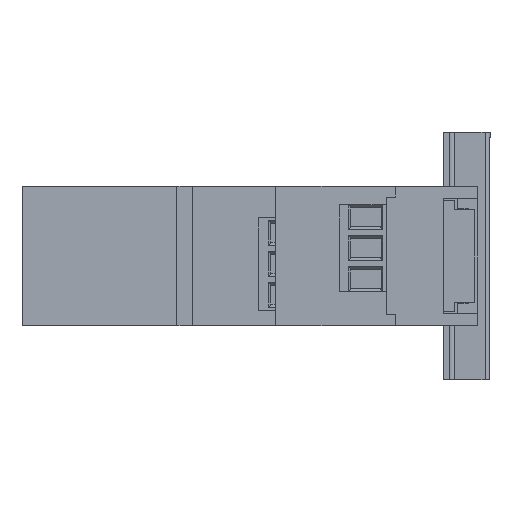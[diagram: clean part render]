
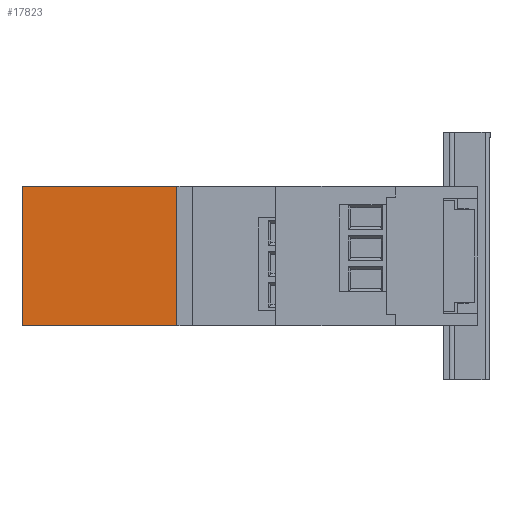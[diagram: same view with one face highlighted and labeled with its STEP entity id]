
A CAD part, left-side view. The second image highlights one B-rep face of the part: STEP entity #17823.
In plain terms, the highlighted face is planar.
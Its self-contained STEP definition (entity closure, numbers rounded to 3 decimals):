
#44 = VECTOR ( 'NONE', #5438, 1000. ) ;
#1361 = CARTESIAN_POINT ( 'NONE',  ( 11.25, -22.5, 35.3 ) ) ;
#1796 = DIRECTION ( 'NONE',  ( 0., 0., -1. ) ) ;
#1839 = CARTESIAN_POINT ( 'NONE',  ( -11.25, -22.5, 60.3 ) ) ;
#2130 = EDGE_CURVE ( 'NONE', #5507, #13663, #20836, .T. ) ;
#2136 = CARTESIAN_POINT ( 'NONE',  ( 11.25, -22.5, 60.3 ) ) ;
#2881 = CARTESIAN_POINT ( 'NONE',  ( -11.25, -22.5, 60.3 ) ) ;
#3224 = LINE ( 'NONE', #15077, #17812 ) ;
#3675 = CARTESIAN_POINT ( 'NONE',  ( -11.25, -22.5, 60.3 ) ) ;
#3682 = ORIENTED_EDGE ( 'NONE', *, *, #14198, .T. ) ;
#5206 = EDGE_LOOP ( 'NONE', ( #3682, #5973, #10310, #10464 ) ) ;
#5438 = DIRECTION ( 'NONE',  ( 1., 0., 0. ) ) ;
#5507 = VERTEX_POINT ( 'NONE', #6999 ) ;
#5973 = ORIENTED_EDGE ( 'NONE', *, *, #2130, .F. ) ;
#6999 = CARTESIAN_POINT ( 'NONE',  ( 11.25, -22.5, 60.3 ) ) ;
#7496 = VERTEX_POINT ( 'NONE', #17697 ) ;
#10310 = ORIENTED_EDGE ( 'NONE', *, *, #19450, .F. ) ;
#10464 = ORIENTED_EDGE ( 'NONE', *, *, #10987, .T. ) ;
#10551 = AXIS2_PLACEMENT_3D ( 'NONE', #2881, #14668, #11578 ) ;
#10987 = EDGE_CURVE ( 'NONE', #11886, #7496, #17629, .T. ) ;
#11419 = PLANE ( 'NONE',  #10551 ) ;
#11578 = DIRECTION ( 'NONE',  ( 0., 0., 1. ) ) ;
#11886 = VERTEX_POINT ( 'NONE', #1839 ) ;
#12345 = VECTOR ( 'NONE', #1796, 1000. ) ;
#13663 = VERTEX_POINT ( 'NONE', #1361 ) ;
#13956 = DIRECTION ( 'NONE',  ( 0., 0., -1. ) ) ;
#14198 = EDGE_CURVE ( 'NONE', #7496, #13663, #3224, .T. ) ;
#14668 = DIRECTION ( 'NONE',  ( 0., 1., 0. ) ) ;
#15077 = CARTESIAN_POINT ( 'NONE',  ( -11.25, -22.5, 35.3 ) ) ;
#17629 = LINE ( 'NONE', #3675, #12345 ) ;
#17637 = VECTOR ( 'NONE', #13956, 1000. ) ;
#17697 = CARTESIAN_POINT ( 'NONE',  ( -11.25, -22.5, 35.3 ) ) ;
#17812 = VECTOR ( 'NONE', #19934, 1000. ) ;
#17823 = ADVANCED_FACE ( 'NONE', ( #21370 ), #11419, .F. ) ;
#18862 = LINE ( 'NONE', #20984, #44 ) ;
#19450 = EDGE_CURVE ( 'NONE', #11886, #5507, #18862, .T. ) ;
#19934 = DIRECTION ( 'NONE',  ( 1., 0., 0. ) ) ;
#20836 = LINE ( 'NONE', #2136, #17637 ) ;
#20984 = CARTESIAN_POINT ( 'NONE',  ( -11.25, -22.5, 60.3 ) ) ;
#21370 = FACE_OUTER_BOUND ( 'NONE', #5206, .T. ) ;
